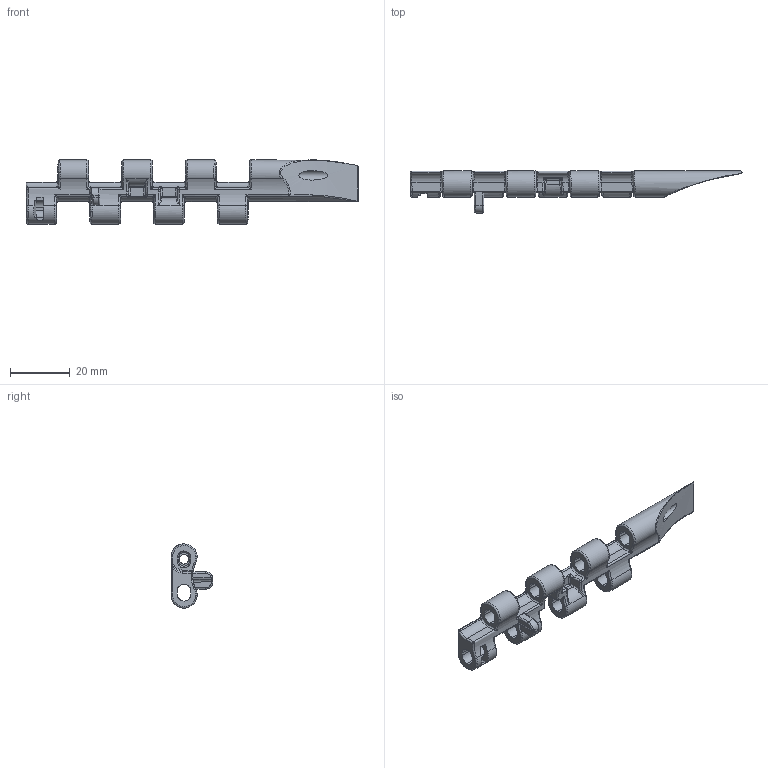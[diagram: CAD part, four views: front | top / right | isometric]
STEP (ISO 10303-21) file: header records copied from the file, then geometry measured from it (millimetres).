
FILE_DESCRIPTION (( 'STEP AP214' ), '1' );
FILE_NAME ('LF912301TLP11.2.STEP', '2021-03-12T07:55:23', ( '' ), ( '' ), 'SwSTEP 2.0', 'SolidWorks 2019', '' );
FILE_SCHEMA (( 'AUTOMOTIVE_DESIGN' ));
Length unit declared in the file: millimetre
Products named in the file (1): LF912301TLP11.2
Bounding box: 110.71 x 14 x 21.4 mm (x, y, z)
Volume: 6836.4 mm3; surface area: 6268.6 mm2
Topology: 1 solids, 1 shells, 384 faces, 983 edges, 551 vertices
Faces by surface type: bspline 156, cylinder 144, plane 71, sphere 8, cone 3, torus 2
Entity records: 15349 total; most frequent: CARTESIAN_POINT 8006, ORIENTED_EDGE 1860, DIRECTION 1176, EDGE_CURVE 930, VERTEX_POINT 547, AXIS2_PLACEMENT_3D 432, EDGE_LOOP 401, FACE_OUTER_BOUND 384
